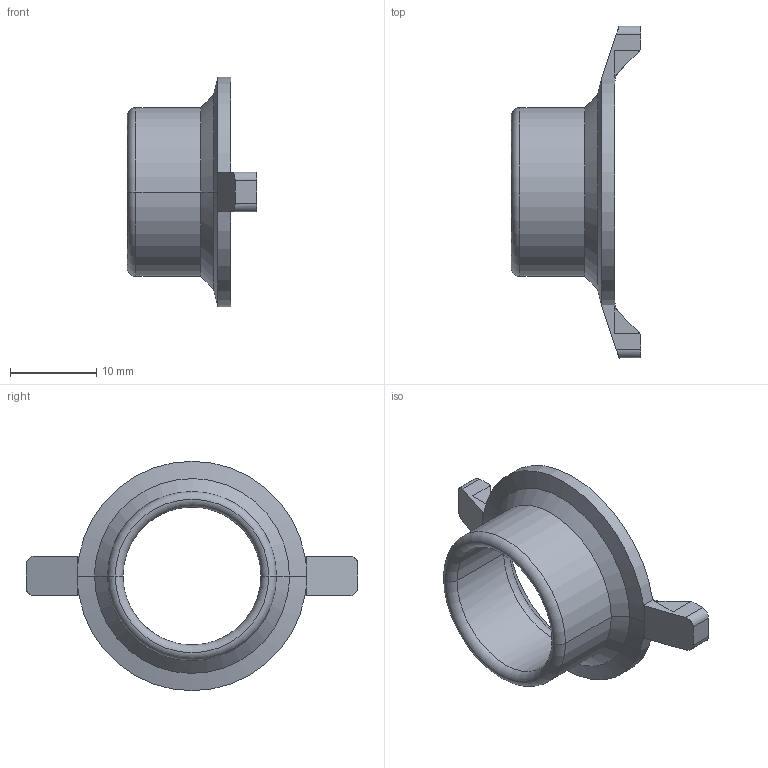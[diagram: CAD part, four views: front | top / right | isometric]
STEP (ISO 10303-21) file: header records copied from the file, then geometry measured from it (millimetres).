
FILE_DESCRIPTION(/* description */ ('VariCAD 2015-2.06 AP-214'),/* implementation_level */ '2;1');
FILE_NAME(/* name */ '0393-27-05.stp',/* time_stamp */ '2016-05-11T12:41:57-06:00',/* author */ (''),/* organization */ (''),/* preprocessor_version */ 'ST-DEVELOPER v14',/* originating_system */ 'VariCAD 2015-2.06; kernel version (20130303)',/* authorisation */ '');
FILE_SCHEMA (('AUTOMOTIVE_DESIGN'));
Length unit declared in the file: millimetre
Products named in the file (2): 0393-27-05
Assembly tree (1 placements, depth 2):
  0393-27-05
    0393-27-05
Bounding box: 14.99 x 38.5 x 26.6 mm (x, y, z)
Volume: 1686.3 mm3; surface area: 2076.5 mm2
Topology: 1 solids, 1 shells, 55 faces, 148 edges, 94 vertices
Faces by surface type: plane 27, cylinder 14, torus 8, cone 6
Entity records: 1816 total; most frequent: CARTESIAN_POINT 333, DIRECTION 326, ORIENTED_EDGE 296, EDGE_CURVE 148, AXIS2_PLACEMENT_3D 123, VERTEX_POINT 94, LINE 80, VECTOR 80
